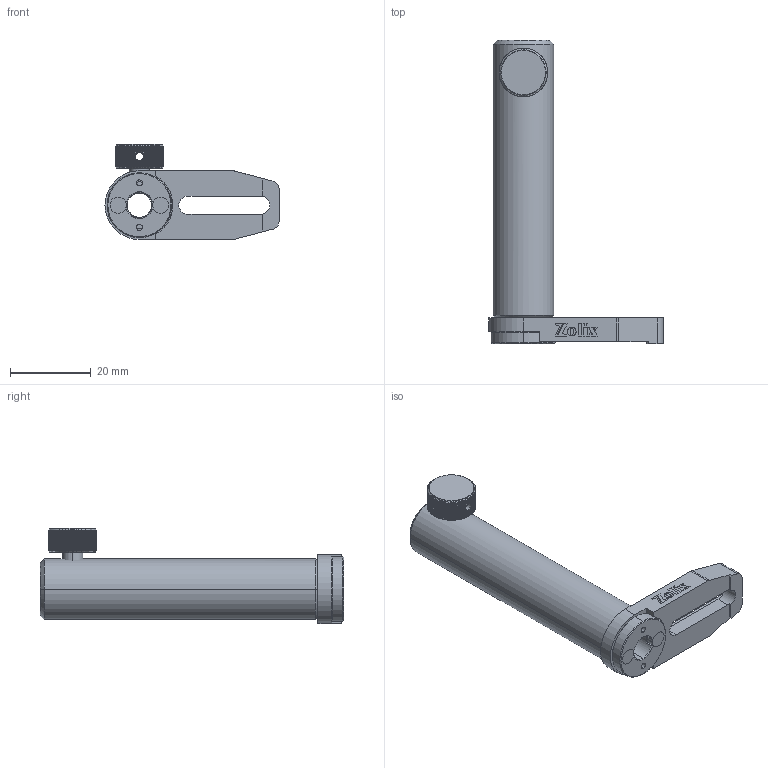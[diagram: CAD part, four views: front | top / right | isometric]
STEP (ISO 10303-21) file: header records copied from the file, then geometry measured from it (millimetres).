
FILE_DESCRIPTION (( 'STEP AP203' ), '1' );
FILE_NAME ('NMPH75.STEP', '2022-07-20T03:00:10', ( '' ), ( '' ), 'SwSTEP 2.0', 'SolidWorks 2021', '' );
FILE_SCHEMA (( 'CONFIG_CONTROL_DESIGN' ));
Length unit declared in the file: millimetre
Products named in the file (1): NMPH75
Bounding box: 43 x 75 x 23.5 mm (x, y, z)
Surface area: 7809.6 mm2 (no closed solid volume)
Topology: 0 solids, 10 shells, 397 faces, 1410 edges, 1019 vertices
Faces by surface type: plane 252, cylinder 128, cone 17
Entity records: 15673 total; most frequent: CARTESIAN_POINT 4215, ORIENTED_EDGE 2512, DIRECTION 2049, EDGE_CURVE 1410, VERTEX_POINT 1019, LINE 711, VECTOR 711, AXIS2_PLACEMENT_3D 669
